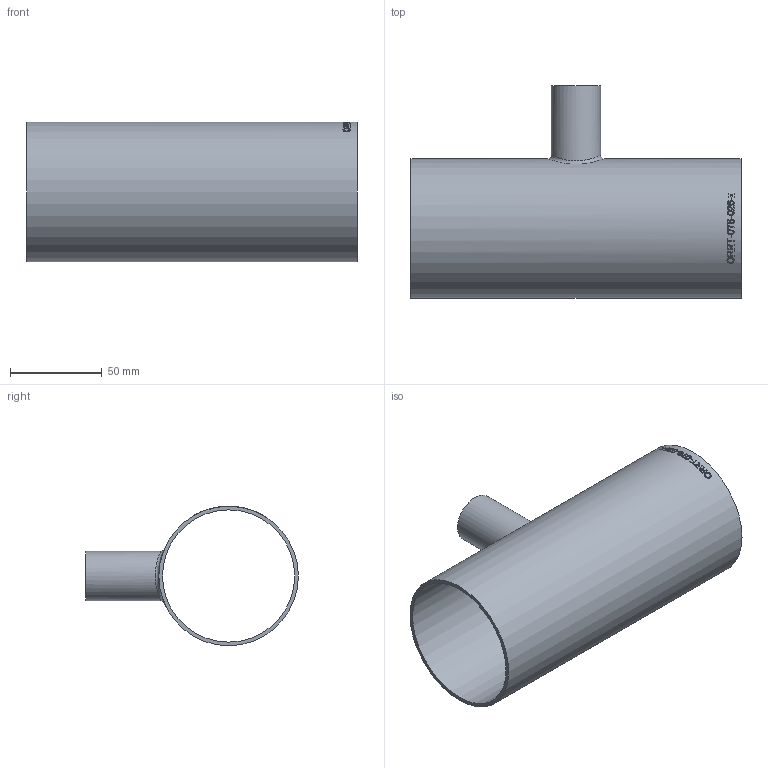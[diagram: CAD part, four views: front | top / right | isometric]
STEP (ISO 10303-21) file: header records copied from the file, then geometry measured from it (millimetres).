
FILE_DESCRIPTION (( 'STEP AP214' ), '1' );
FILE_NAME ('ORRT-076-026-x T-Stück reduziert 2004.STEP', '2020-04-08T06:35:48', ( '' ), ( '' ), 'SwSTEP 2.0', 'SolidWorks 2019', '' );
FILE_SCHEMA (( 'AUTOMOTIVE_DESIGN' ));
Length unit declared in the file: millimetre
Products named in the file (1): ORRT-076-026-x T-Stück reduziert 2004
Bounding box: 180 x 116.05 x 76.1 mm (x, y, z)
Volume: 89352.1 mm3; surface area: 90379.8 mm2
Topology: 1 solids, 1 shells, 184 faces, 481 edges, 320 vertices
Faces by surface type: bspline 106, plane 53, cylinder 25
Full cylindrical faces by diameter (mm): 22.9 x1, 26.9 x1, 72.1 x1, 76.1 x1
Entity records: 24002 total; most frequent: CARTESIAN_POINT 18521, ORIENTED_EDGE 944, EDGE_CURVE 472, DIRECTION 369, B_SPLINE_CURVE_WITH_KNOTS 329, VERTEX_POINT 318, EDGE_LOOP 216, FACE_OUTER_BOUND 190
